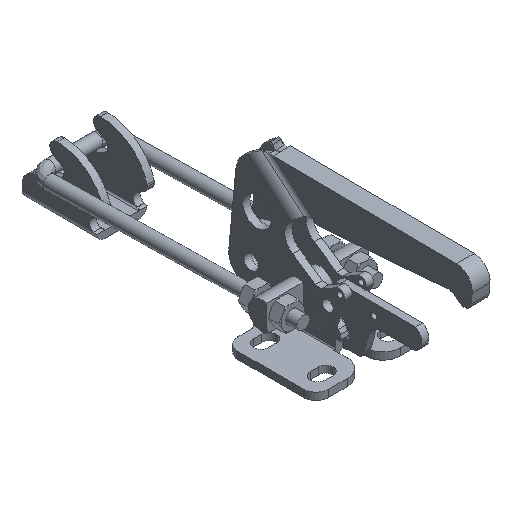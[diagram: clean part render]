
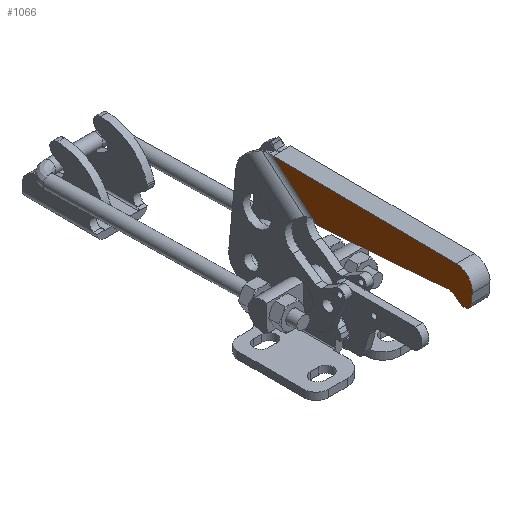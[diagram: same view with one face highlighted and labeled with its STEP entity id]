
A CAD part, isometric view. The second image highlights one B-rep face of the part: STEP entity #1066.
In plain terms, the highlighted face is planar.
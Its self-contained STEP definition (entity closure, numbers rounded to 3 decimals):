
#669=CIRCLE('',#5422,9.);
#671=CIRCLE('',#5426,4.);
#673=CIRCLE('',#5430,7.);
#792=PLANE('',#5434);
#1066=ADVANCED_FACE('',(#1321),#792,.F.);
#1321=FACE_OUTER_BOUND('',#1674,.T.);
#1674=EDGE_LOOP('',(#3138,#3139,#3140,#3141,#3142,#3143,#3144,#3145));
#3138=ORIENTED_EDGE('',*,*,#4261,.F.);
#3139=ORIENTED_EDGE('',*,*,#4282,.F.);
#3140=ORIENTED_EDGE('',*,*,#4279,.F.);
#3141=ORIENTED_EDGE('',*,*,#4276,.F.);
#3142=ORIENTED_EDGE('',*,*,#4273,.F.);
#3143=ORIENTED_EDGE('',*,*,#4270,.F.);
#3144=ORIENTED_EDGE('',*,*,#4267,.F.);
#3145=ORIENTED_EDGE('',*,*,#4264,.F.);
#3594=VERTEX_POINT('',#9568);
#3595=VERTEX_POINT('',#9570);
#3597=VERTEX_POINT('',#9576);
#3599=VERTEX_POINT('',#9582);
#3601=VERTEX_POINT('',#9588);
#3603=VERTEX_POINT('',#9594);
#3605=VERTEX_POINT('',#9600);
#3607=VERTEX_POINT('',#9606);
#4261=EDGE_CURVE('',#3594,#3595,#4634,.T.);
#4264=EDGE_CURVE('',#3595,#3597,#669,.T.);
#4267=EDGE_CURVE('',#3597,#3599,#4638,.T.);
#4270=EDGE_CURVE('',#3599,#3601,#671,.T.);
#4273=EDGE_CURVE('',#3601,#3603,#4642,.T.);
#4276=EDGE_CURVE('',#3603,#3605,#673,.T.);
#4279=EDGE_CURVE('',#3605,#3607,#4646,.T.);
#4282=EDGE_CURVE('',#3607,#3594,#4649,.T.);
#4634=LINE('',#9569,#5001);
#4638=LINE('',#9581,#5005);
#4642=LINE('',#9593,#5009);
#4646=LINE('',#9605,#5013);
#4649=LINE('',#9610,#5016);
#5001=VECTOR('',#6605,1.);
#5005=VECTOR('',#6617,1.);
#5009=VECTOR('',#6629,1.);
#5013=VECTOR('',#6641,1.);
#5016=VECTOR('',#6646,1.);
#5422=AXIS2_PLACEMENT_3D('',#9575,#6611,#6612);
#5426=AXIS2_PLACEMENT_3D('',#9587,#6623,#6624);
#5430=AXIS2_PLACEMENT_3D('',#9599,#6635,#6636);
#5434=AXIS2_PLACEMENT_3D('',#9612,#6649,#6650);
#6605=DIRECTION('',(1.,-0.009,0.));
#6611=DIRECTION('',(0.,0.,-1.));
#6612=DIRECTION('',(-1.,0.,0.));
#6617=DIRECTION('',(-0.096,-0.995,0.));
#6623=DIRECTION('',(0.,0.,-1.));
#6624=DIRECTION('',(-1.,0.,0.));
#6629=DIRECTION('',(-0.76,0.65,0.));
#6635=DIRECTION('',(0.,0.,1.));
#6636=DIRECTION('',(-1.,0.,0.));
#6641=DIRECTION('',(-0.997,-0.078,0.));
#6646=DIRECTION('',(-0.759,0.652,0.));
#6649=DIRECTION('',(0.,0.,-1.));
#6650=DIRECTION('',(-1.,0.,0.));
#9568=CARTESIAN_POINT('',(690.168,369.281,1.));
#9569=CARTESIAN_POINT('',(793.286,368.351,1.));
#9570=CARTESIAN_POINT('',(793.286,368.351,1.));
#9575=CARTESIAN_POINT('',(793.204,359.351,1.));
#9576=CARTESIAN_POINT('',(802.163,358.486,1.));
#9581=CARTESIAN_POINT('',(802.163,358.486,1.));
#9582=CARTESIAN_POINT('',(801.634,353.012,1.));
#9587=CARTESIAN_POINT('',(797.652,353.396,1.));
#9588=CARTESIAN_POINT('',(795.054,350.355,1.));
#9593=CARTESIAN_POINT('',(789.542,355.066,1.));
#9594=CARTESIAN_POINT('',(793.141,351.99,1.));
#9599=CARTESIAN_POINT('',(788.593,346.669,1.));
#9600=CARTESIAN_POINT('',(788.046,353.647,1.));
#9605=CARTESIAN_POINT('',(793.617,354.084,1.));
#9606=CARTESIAN_POINT('',(715.035,347.923,1.));
#9610=CARTESIAN_POINT('',(713.965,348.842,1.));
#9612=CARTESIAN_POINT('',(793.204,359.351,1.));
